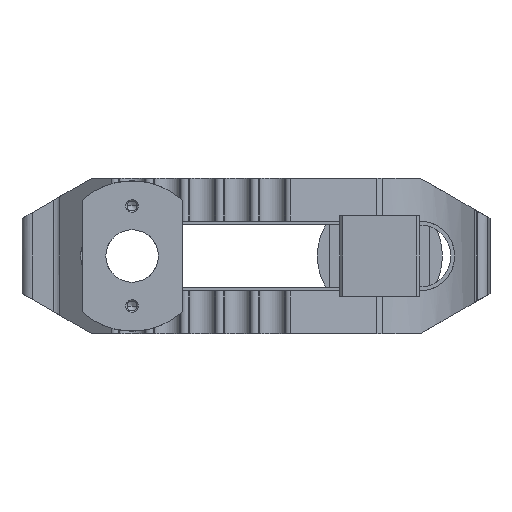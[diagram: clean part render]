
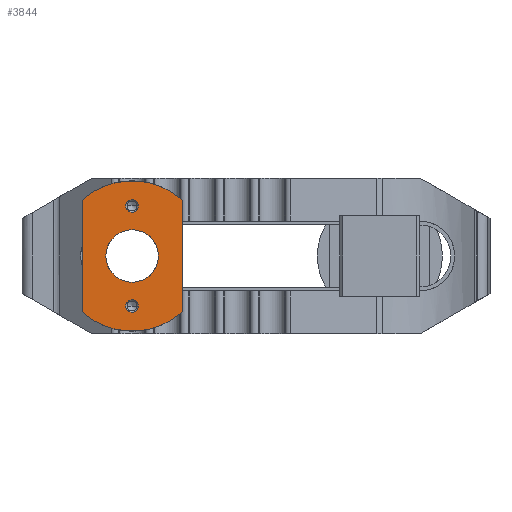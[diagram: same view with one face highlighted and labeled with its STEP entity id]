
A CAD part, front view. The second image highlights one B-rep face of the part: STEP entity #3844.
In plain terms, the highlighted planar face has unit normal (0, -1, 0).
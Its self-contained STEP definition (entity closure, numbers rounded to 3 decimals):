
#1802=VERTEX_POINT('',#5176);
#1866=EDGE_CURVE('',#3018,#2356,#5245,.T.);
#1904=EDGE_CURVE('',#3282,#3102,#5288,.T.);
#2356=VERTEX_POINT('',#5776);
#2686=VERTEX_POINT('',#6139);
#2786=EDGE_CURVE('',#2686,#2886,#6251,.T.);
#2886=VERTEX_POINT('',#6362);
#3018=VERTEX_POINT('',#6512);
#3102=VERTEX_POINT('',#6609);
#3282=VERTEX_POINT('',#6799);
#3466=VERTEX_POINT('',#7002);
#3612=EDGE_CURVE('',#3466,#4034,#7159,.T.);
#3844=ADVANCED_FACE('',(#7416,#7417,#7418,#7419),#7420,.T.);
#3848=EDGE_CURVE('',#3466,#3282,#7424,.T.);
#4018=EDGE_CURVE('',#2886,#2686,#7610,.T.);
#4028=EDGE_CURVE('',#3102,#4034,#7620,.T.);
#4034=VERTEX_POINT('',#7626);
#4278=EDGE_CURVE('',#4446,#1802,#7896,.T.);
#4446=VERTEX_POINT('',#8084);
#4552=EDGE_CURVE('',#1802,#4446,#8199,.T.);
#4908=EDGE_CURVE('',#2356,#3018,#8589,.T.);
#5176=CARTESIAN_POINT('',(2.5,0.,-20.0));
#5245=CIRCLE('',#9089,2.5);
#5288=LINE('',#9152,#9153);
#5776=CARTESIAN_POINT('',(-2.5,0.,20.0));
#6139=CARTESIAN_POINT('',(-10.5,0.,0.));
#6251=CIRCLE('',#10527,10.5);
#6362=CARTESIAN_POINT('',(10.5,0.0,0.));
#6512=CARTESIAN_POINT('',(2.5,0.0,20.0));
#6609=CARTESIAN_POINT('',(20.0,0.0,-22.361));
#6799=CARTESIAN_POINT('',(20.0,0.0,22.361));
#7002=CARTESIAN_POINT('',(-20.0,0.,22.361));
#7159=LINE('',#12032,#12033);
#7416=FACE_BOUND('',#12423,.T.);
#7417=FACE_BOUND('',#12424,.T.);
#7418=FACE_BOUND('',#12425,.T.);
#7419=FACE_OUTER_BOUND('',#12426,.T.);
#7420=PLANE('',#12427);
#7424=CIRCLE('',#12434,30.0);
#7610=CIRCLE('',#12676,10.5);
#7620=CIRCLE('',#12693,30.0);
#7626=CARTESIAN_POINT('',(-20.0,0.,-22.361));
#7896=CIRCLE('',#13125,2.5);
#8084=CARTESIAN_POINT('',(-2.5,0.0,-20.0));
#8199=CIRCLE('',#13562,2.5);
#8589=CIRCLE('',#14125,2.5);
#9089=AXIS2_PLACEMENT_3D('',#14517,#14518,#14519);
#9152=CARTESIAN_POINT('',(20.0,0.,31.0));
#9153=VECTOR('',#14579,1.0);
#10527=AXIS2_PLACEMENT_3D('',#15647,#15648,#15649);
#12032=CARTESIAN_POINT('',(-20.0,0.,31.0));
#12033=VECTOR('',#16751,1.0);
#12423=EDGE_LOOP('',(#17107,#17108));
#12424=EDGE_LOOP('',(#17109,#17110));
#12425=EDGE_LOOP('',(#17111,#17112));
#12426=EDGE_LOOP('',(#17113,#17114,#17115,#17116));
#12427=AXIS2_PLACEMENT_3D('',#17117,#17118,#17119);
#12434=AXIS2_PLACEMENT_3D('',#17121,#17122,#17123);
#12676=AXIS2_PLACEMENT_3D('',#17322,#17323,#17324);
#12693=AXIS2_PLACEMENT_3D('',#17328,#17329,#17330);
#13125=AXIS2_PLACEMENT_3D('',#17638,#17639,#17640);
#13562=AXIS2_PLACEMENT_3D('',#17998,#17999,#18000);
#14125=AXIS2_PLACEMENT_3D('',#18454,#18455,#18456);
#14517=CARTESIAN_POINT('',(0.0,0.0,20.0));
#14518=DIRECTION('',(0.,1.0,0.));
#14519=DIRECTION('',(1.0,0.,0.));
#14579=DIRECTION('',(0.0,0.,-1.0));
#15647=CARTESIAN_POINT('',(0.0,0.0,0.0));
#15648=DIRECTION('',(0.,1.0,0.));
#15649=DIRECTION('',(-1.0,0.,0.));
#16751=DIRECTION('',(0.0,0.,-1.0));
#17107=ORIENTED_EDGE('',*,*,#4278,.T.);
#17108=ORIENTED_EDGE('',*,*,#4552,.T.);
#17109=ORIENTED_EDGE('',*,*,#1866,.T.);
#17110=ORIENTED_EDGE('',*,*,#4908,.T.);
#17111=ORIENTED_EDGE('',*,*,#4018,.T.);
#17112=ORIENTED_EDGE('',*,*,#2786,.T.);
#17113=ORIENTED_EDGE('',*,*,#3848,.F.);
#17114=ORIENTED_EDGE('',*,*,#3612,.T.);
#17115=ORIENTED_EDGE('',*,*,#4028,.F.);
#17116=ORIENTED_EDGE('',*,*,#1904,.F.);
#17117=CARTESIAN_POINT('',(-20.0,0.,31.0));
#17118=DIRECTION('',(0.,-1.0,0.));
#17119=DIRECTION('',(-1.0,0.,0.));
#17121=CARTESIAN_POINT('',(0.0,0.0,0.0));
#17122=DIRECTION('',(0.,1.0,0.));
#17123=DIRECTION('',(-1.0,0.,0.));
#17322=CARTESIAN_POINT('',(0.0,0.0,0.0));
#17323=DIRECTION('',(0.,1.0,0.));
#17324=DIRECTION('',(-1.0,0.,0.));
#17328=CARTESIAN_POINT('',(0.0,0.0,0.0));
#17329=DIRECTION('',(0.,1.0,0.));
#17330=DIRECTION('',(-1.0,0.,0.));
#17638=CARTESIAN_POINT('',(0.0,0.0,-20.0));
#17639=DIRECTION('',(0.,1.0,0.));
#17640=DIRECTION('',(-1.0,0.,0.));
#17998=CARTESIAN_POINT('',(0.0,0.0,-20.0));
#17999=DIRECTION('',(0.,1.0,0.));
#18000=DIRECTION('',(-1.0,0.,0.));
#18454=CARTESIAN_POINT('',(0.0,0.0,20.0));
#18455=DIRECTION('',(0.,1.0,0.));
#18456=DIRECTION('',(1.0,0.,0.));
